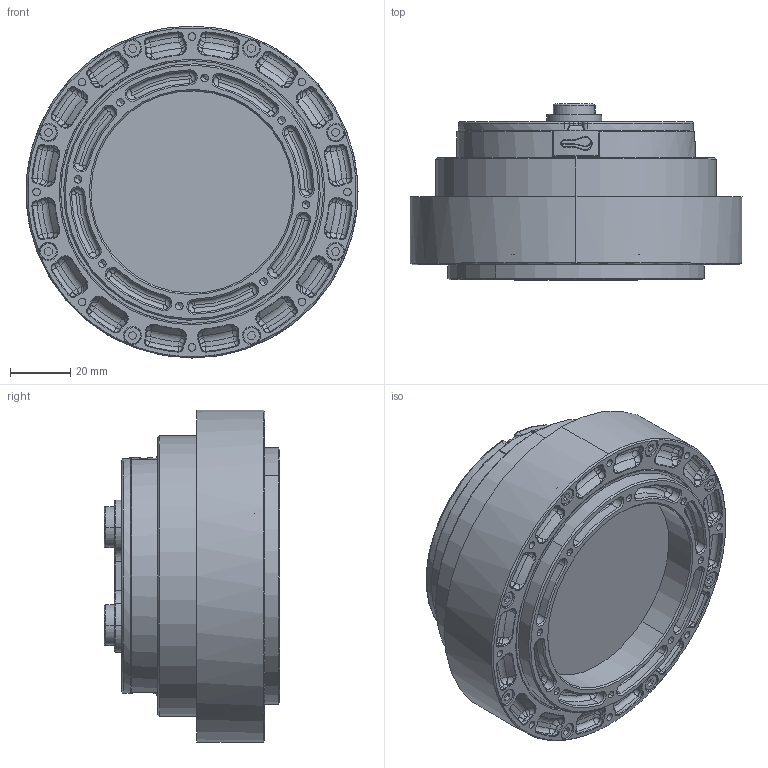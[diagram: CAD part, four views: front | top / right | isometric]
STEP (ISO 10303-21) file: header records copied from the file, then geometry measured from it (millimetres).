
FILE_DESCRIPTION (( 'STEP AP214' ), '1' );
FILE_NAME ('QDD-8108-8-俴陎厒硒俴ん.STEP', '2019-04-04T01:53:11', ( 'Windows 蚚誧' ), ( '' ), 'SwSTEP 2.0', 'SolidWorks 2018', '' );
FILE_SCHEMA (( 'AUTOMOTIVE_DESIGN' ));
Length unit declared in the file: millimetre
Products named in the file (1): QDD-8108-8-俴陎厒硒俴ん
Bounding box: 110 x 58.22 x 110 mm (x, y, z)
Volume: 341699.2 mm3; surface area: 47267 mm2
Topology: 1 solids, 24 shells, 1931 faces, 4585 edges, 2739 vertices
Faces by surface type: cylinder 515, plane 470, torus 361, bspline 325, cone 198, sphere 62
Entity records: 83072 total; most frequent: CARTESIAN_POINT 19845, DIRECTION 9118, ORIENTED_EDGE 9066, EDGE_CURVE 4533, AXIS2_PLACEMENT_3D 3807, VERTEX_POINT 2723, CIRCLE 2200, EDGE_LOOP 2046
